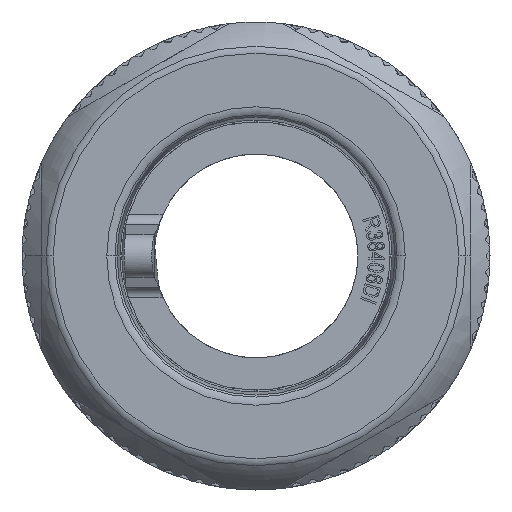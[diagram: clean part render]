
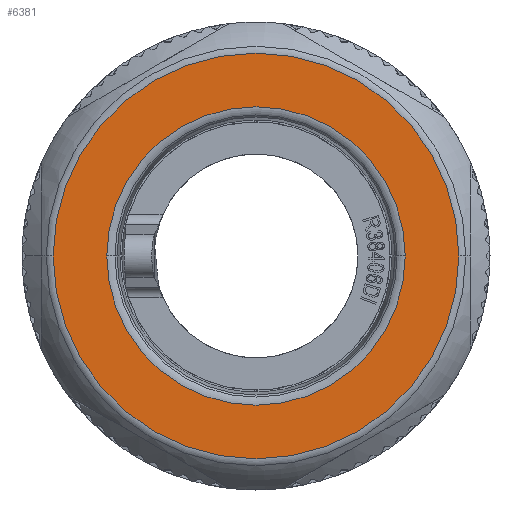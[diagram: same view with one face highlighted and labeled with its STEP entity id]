
A CAD part, left-side view. The second image highlights one B-rep face of the part: STEP entity #6381.
In plain terms, the highlighted planar face has unit normal (-1, 0, 0).
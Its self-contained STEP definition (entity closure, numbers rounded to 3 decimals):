
#145 = DIRECTION ( 'NONE',  ( 0., 1., 0. ) ) ;
#1287 = EDGE_CURVE ( 'NONE', #16651, #38339, #54403, .T. ) ;
#3048 = CARTESIAN_POINT ( 'NONE',  ( -16.929, -18.893, 0. ) ) ;
#4494 = AXIS2_PLACEMENT_3D ( 'NONE', #39122, #14062, #4718 ) ;
#4718 = DIRECTION ( 'NONE',  ( 0., 1., 0. ) ) ;
#5273 = AXIS2_PLACEMENT_3D ( 'NONE', #58185, #58827, #145 ) ;
#6381 = ADVANCED_FACE ( 'NONE', ( #38056, #23573 ), #13159, .F. ) ;
#6571 = VERTEX_POINT ( 'NONE', #10581 ) ;
#7755 = AXIS2_PLACEMENT_3D ( 'NONE', #39937, #20999, #59956 ) ;
#8078 = EDGE_CURVE ( 'NONE', #13880, #6571, #41775, .T. ) ;
#8415 = CIRCLE ( 'NONE', #5273, 18.893 ) ;
#8422 = EDGE_CURVE ( 'NONE', #6571, #13880, #32605, .T. ) ;
#9664 = ORIENTED_EDGE ( 'NONE', *, *, #8078, .T. ) ;
#10581 = CARTESIAN_POINT ( 'NONE',  ( -16.929, -13.9, 0. ) ) ;
#13058 = DIRECTION ( 'NONE',  ( 0., 1., 0. ) ) ;
#13159 = PLANE ( 'NONE',  #19897 ) ;
#13880 = VERTEX_POINT ( 'NONE', #22353 ) ;
#14062 = DIRECTION ( 'NONE',  ( 1., 0., 0. ) ) ;
#16651 = VERTEX_POINT ( 'NONE', #3048 ) ;
#19897 = AXIS2_PLACEMENT_3D ( 'NONE', #52028, #22905, #61839 ) ;
#20999 = DIRECTION ( 'NONE',  ( 1., 0., 0. ) ) ;
#22353 = CARTESIAN_POINT ( 'NONE',  ( -16.929, 13.9, 0. ) ) ;
#22905 = DIRECTION ( 'NONE',  ( 1., 0., 0. ) ) ;
#23573 = FACE_BOUND ( 'NONE', #57822, .T. ) ;
#24965 = EDGE_CURVE ( 'NONE', #38339, #16651, #8415, .T. ) ;
#30365 = AXIS2_PLACEMENT_3D ( 'NONE', #42143, #32981, #13058 ) ;
#32605 = CIRCLE ( 'NONE', #7755, 13.9 ) ;
#32981 = DIRECTION ( 'NONE',  ( -1., 0., 0. ) ) ;
#33248 = ORIENTED_EDGE ( 'NONE', *, *, #1287, .T. ) ;
#33555 = CARTESIAN_POINT ( 'NONE',  ( -16.929, 18.893, 0. ) ) ;
#38056 = FACE_OUTER_BOUND ( 'NONE', #41007, .T. ) ;
#38339 = VERTEX_POINT ( 'NONE', #33555 ) ;
#39122 = CARTESIAN_POINT ( 'NONE',  ( -16.929, 0., 0. ) ) ;
#39937 = CARTESIAN_POINT ( 'NONE',  ( -16.929, 0., 0. ) ) ;
#41007 = EDGE_LOOP ( 'NONE', ( #59832, #33248 ) ) ;
#41775 = CIRCLE ( 'NONE', #4494, 13.9 ) ;
#42143 = CARTESIAN_POINT ( 'NONE',  ( -16.929, 0., 0. ) ) ;
#46880 = ORIENTED_EDGE ( 'NONE', *, *, #8422, .T. ) ;
#52028 = CARTESIAN_POINT ( 'NONE',  ( -16.929, 0., 0. ) ) ;
#54403 = CIRCLE ( 'NONE', #30365, 18.893 ) ;
#57822 = EDGE_LOOP ( 'NONE', ( #9664, #46880 ) ) ;
#58185 = CARTESIAN_POINT ( 'NONE',  ( -16.929, 0., 0. ) ) ;
#58827 = DIRECTION ( 'NONE',  ( -1., 0., 0. ) ) ;
#59832 = ORIENTED_EDGE ( 'NONE', *, *, #24965, .T. ) ;
#59956 = DIRECTION ( 'NONE',  ( 0., 1., 0. ) ) ;
#61839 = DIRECTION ( 'NONE',  ( 0., 1., 0. ) ) ;
